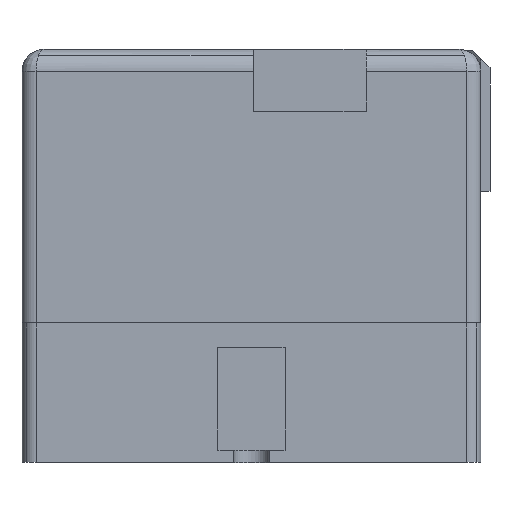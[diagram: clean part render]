
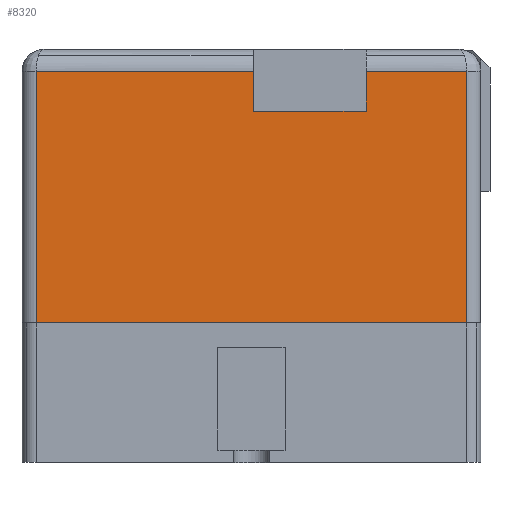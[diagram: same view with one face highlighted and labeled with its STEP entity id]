
A CAD part, left-side view. The second image highlights one B-rep face of the part: STEP entity #8320.
In plain terms, the highlighted planar face has unit normal (-1, 0, 0).
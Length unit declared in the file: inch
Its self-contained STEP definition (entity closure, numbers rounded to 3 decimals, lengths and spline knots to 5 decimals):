
#8182=CARTESIAN_POINT('',(-1.43414,-0.01,1.425));
#8183=VERTEX_POINT('',#8182);
#8191=CARTESIAN_POINT('',(-1.43414,-0.01,1.2));
#8192=VERTEX_POINT('',#8191);
#8193=CARTESIAN_POINT('',(-1.43414,-0.01,1.2));
#8194=DIRECTION('',(0.0,0.0,1.0));
#8195=VECTOR('',#8194,0.225);
#8196=LINE('',#8193,#8195);
#8197=EDGE_CURVE('',#8192,#8183,#8196,.T.);
#8229=CARTESIAN_POINT('',(-1.43414,-0.65,1.2));
#8230=VERTEX_POINT('',#8229);
#8237=CARTESIAN_POINT('',(-1.43414,-0.65,1.425));
#8238=VERTEX_POINT('',#8237);
#8239=CARTESIAN_POINT('',(-1.43414,-0.65,1.425));
#8240=DIRECTION('',(0.0,0.0,-1.0));
#8241=VECTOR('',#8240,0.225);
#8242=LINE('',#8239,#8241);
#8243=EDGE_CURVE('',#8238,#8230,#8242,.T.);
#8262=CARTESIAN_POINT('',(-1.43414,-0.65,1.2));
#8263=DIRECTION('',(0.0,1.0,0.0));
#8264=VECTOR('',#8263,0.64);
#8265=LINE('',#8262,#8264);
#8266=EDGE_CURVE('',#8230,#8192,#8265,.T.);
#8272=CARTESIAN_POINT('',(-1.43414,-1.22,0.0));
#8273=DIRECTION('',(-1.0,0.0,0.0));
#8274=DIRECTION('',(0.0,0.0,1.0));
#8275=AXIS2_PLACEMENT_3D('',#8272,#8273,#8274);
#8276=PLANE('',#8275);
#8277=ORIENTED_EDGE('',*,*,#8243,.T.);
#8278=ORIENTED_EDGE('',*,*,#8266,.T.);
#8279=ORIENTED_EDGE('',*,*,#8197,.T.);
#8280=CARTESIAN_POINT('',(-1.43414,1.22,1.425));
#8281=VERTEX_POINT('',#8280);
#8282=CARTESIAN_POINT('',(-1.43414,1.22,1.425));
#8283=DIRECTION('',(0.0,-1.0,0.0));
#8284=VECTOR('',#8283,1.23);
#8285=LINE('',#8282,#8284);
#8286=EDGE_CURVE('',#8281,#8183,#8285,.T.);
#8287=ORIENTED_EDGE('',*,*,#8286,.F.);
#8288=CARTESIAN_POINT('',(-1.43414,1.22,0.0));
#8289=VERTEX_POINT('',#8288);
#8290=CARTESIAN_POINT('',(-1.43414,1.22,0.0));
#8291=DIRECTION('',(0.0,0.0,1.0));
#8292=VECTOR('',#8291,1.425);
#8293=LINE('',#8290,#8292);
#8294=EDGE_CURVE('',#8289,#8281,#8293,.T.);
#8295=ORIENTED_EDGE('',*,*,#8294,.F.);
#8296=CARTESIAN_POINT('',(-1.43414,-1.22,0.0));
#8297=VERTEX_POINT('',#8296);
#8298=CARTESIAN_POINT('',(-1.43414,-1.22,0.0));
#8299=DIRECTION('',(0.0,1.0,0.0));
#8300=VECTOR('',#8299,2.44);
#8301=LINE('',#8298,#8300);
#8302=EDGE_CURVE('',#8297,#8289,#8301,.T.);
#8303=ORIENTED_EDGE('',*,*,#8302,.F.);
#8304=CARTESIAN_POINT('',(-1.43414,-1.22,1.425));
#8305=VERTEX_POINT('',#8304);
#8306=CARTESIAN_POINT('',(-1.43414,-1.22,0.0));
#8307=DIRECTION('',(0.0,0.0,1.0));
#8308=VECTOR('',#8307,1.425);
#8309=LINE('',#8306,#8308);
#8310=EDGE_CURVE('',#8297,#8305,#8309,.T.);
#8311=ORIENTED_EDGE('',*,*,#8310,.T.);
#8312=CARTESIAN_POINT('',(-1.43414,-0.65,1.425));
#8313=DIRECTION('',(0.0,-1.0,0.0));
#8314=VECTOR('',#8313,0.57);
#8315=LINE('',#8312,#8314);
#8316=EDGE_CURVE('',#8238,#8305,#8315,.T.);
#8317=ORIENTED_EDGE('',*,*,#8316,.F.);
#8318=EDGE_LOOP('',(#8277,#8278,#8279,#8287,#8295,#8303,#8311,#8317));
#8319=FACE_OUTER_BOUND('',#8318,.T.);
#8320=ADVANCED_FACE('',(#8319),#8276,.T.);
